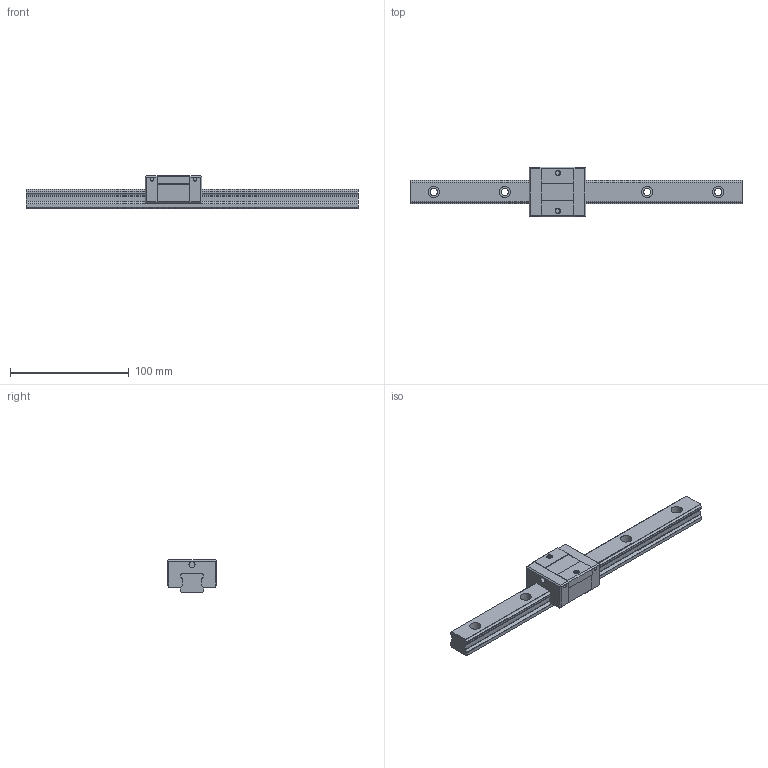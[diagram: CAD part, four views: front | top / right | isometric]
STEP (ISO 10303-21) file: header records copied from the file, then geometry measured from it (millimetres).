
FILE_DESCRIPTION(/* description */ (''),/* implementation_level */ '2;1');
FILE_NAME(/* name */ 'TRS20VS.stp',/* time_stamp */ '2012-09-21T09:57:58+08:00',/* author */ (''),/* organization */ (''),/* preprocessor_version */ 'ST-DEVELOPER v11',/* originating_system */ 'SIEMENS UGS NX 6.0',/* authorisation */ '');
FILE_SCHEMA (('CONFIG_CONTROL_DESIGN'));
Length unit declared in the file: millimetre
Products named in the file (1): fann9E27ofwy
Bounding box: 280 x 42 x 28 mm (x, y, z)
Volume: 113976.8 mm3; surface area: 32555.6 mm2
Topology: 2 solids, 6 shells, 167 faces, 459 edges, 317 vertices
Faces by surface type: plane 93, cylinder 70, bspline 4
Full cylindrical faces by diameter (mm): 2.11 x4, 3 x4, 4.1 x12, 5.08 x2, 6 x5, 9.5 x5
Entity records: 8008 total; most frequent: CARTESIAN_POINT 4194, ORIENTED_EDGE 780, DIRECTION 714, EDGE_CURVE 390, VERTEX_POINT 282, AXIS2_PLACEMENT_3D 266, EDGE_LOOP 200, LINE 182
